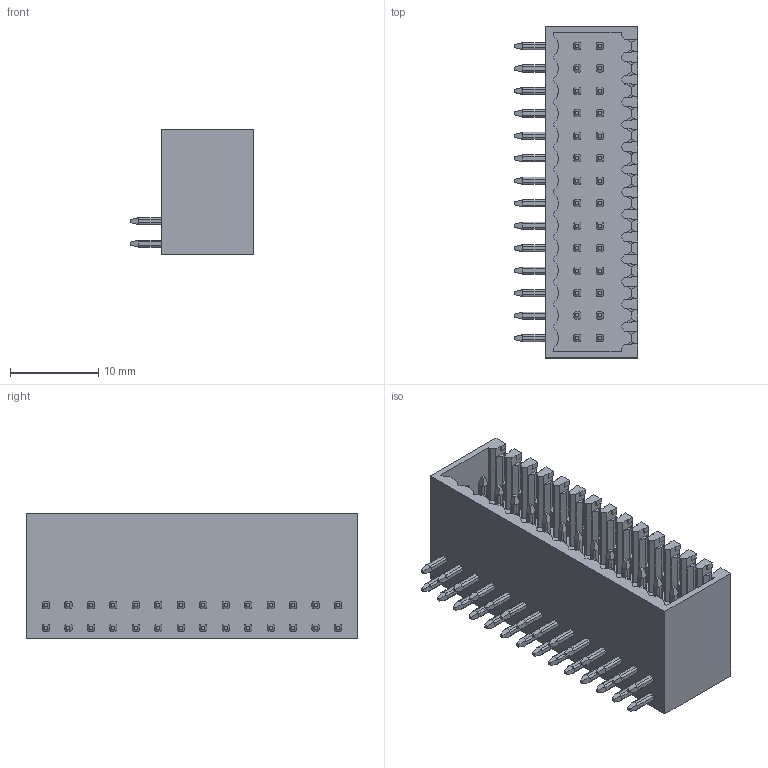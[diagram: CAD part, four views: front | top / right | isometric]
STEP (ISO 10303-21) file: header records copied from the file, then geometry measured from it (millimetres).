
FILE_DESCRIPTION((''),'2;1');
FILE_NAME('TLPHDC-020R','2024-10-16T17:03:30',('tluser'),(''),'CREO PARAMETRIC BY PTC INC, 2018100','CREO PARAMETRIC BY PTC INC, 2018100','');
FILE_SCHEMA(('CONFIG_CONTROL_DESIGN'));
Length unit declared in the file: millimetre
Products named in the file (1): TLPHDC-020R
Bounding box: 14 x 37.52 x 14.2 mm (x, y, z)
Volume: 3592.8 mm3; surface area: 3517.9 mm2
Topology: 1 solids, 1 shells, 1046 faces, 2936 edges, 1948 vertices
Faces by surface type: plane 808, cylinder 238
Entity records: 34122 total; most frequent: CARTESIAN_POINT 7722, ORIENTED_EDGE 5872, DIRECTION 4832, EDGE_CURVE 2936, VECTOR 2236, LINE 2236, VERTEX_POINT 1948, AXIS2_PLACEMENT_3D 1298
